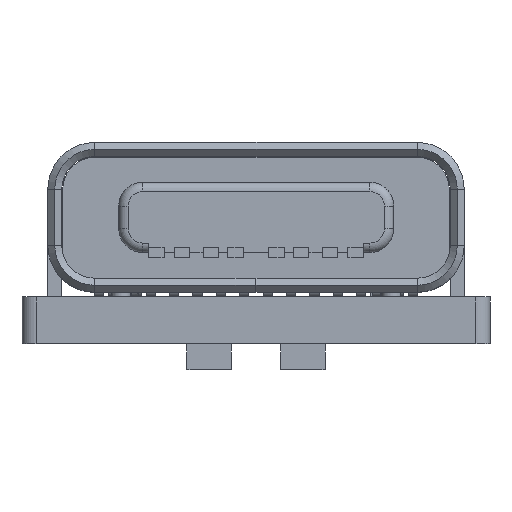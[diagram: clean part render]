
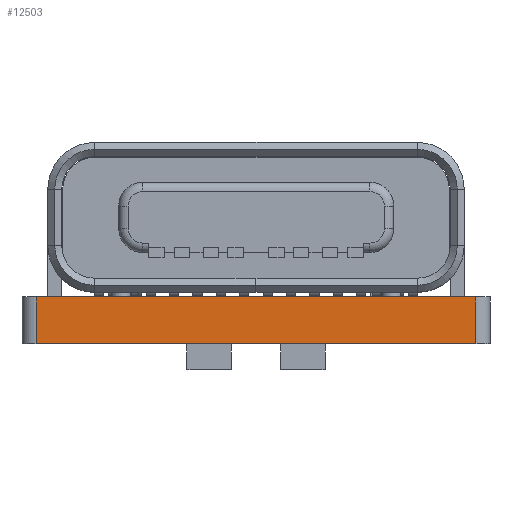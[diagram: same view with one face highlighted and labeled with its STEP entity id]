
A CAD part, front view. The second image highlights one B-rep face of the part: STEP entity #12503.
In plain terms, the highlighted planar face has unit normal (0, -1, 0).
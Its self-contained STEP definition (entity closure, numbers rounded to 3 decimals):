
#12476 = VERTEX_POINT('',#12477);
#12477 = CARTESIAN_POINT('',(-4.7,-8.,0.));
#12484 = EDGE_CURVE('',#12485,#12476,#12487,.T.);
#12485 = VERTEX_POINT('',#12486);
#12486 = CARTESIAN_POINT('',(-4.7,-8.,-1.001));
#12487 = LINE('',#12488,#12489);
#12488 = CARTESIAN_POINT('',(-4.7,-8.,-1.001));
#12489 = VECTOR('',#12490,1.);
#12490 = DIRECTION('',(0.,0.,1.));
#12503 = ADVANCED_FACE('',(#12504),#12529,.F.);
#12504 = FACE_BOUND('',#12505,.F.);
#12505 = EDGE_LOOP('',(#12506,#12507,#12515,#12523));
#12506 = ORIENTED_EDGE('',*,*,#12484,.T.);
#12507 = ORIENTED_EDGE('',*,*,#12508,.T.);
#12508 = EDGE_CURVE('',#12476,#12509,#12511,.T.);
#12509 = VERTEX_POINT('',#12510);
#12510 = CARTESIAN_POINT('',(4.7,-8.,0.));
#12511 = LINE('',#12512,#12513);
#12512 = CARTESIAN_POINT('',(-4.7,-8.,0.));
#12513 = VECTOR('',#12514,1.);
#12514 = DIRECTION('',(1.,0.,0.));
#12515 = ORIENTED_EDGE('',*,*,#12516,.F.);
#12516 = EDGE_CURVE('',#12517,#12509,#12519,.T.);
#12517 = VERTEX_POINT('',#12518);
#12518 = CARTESIAN_POINT('',(4.7,-8.,-1.001));
#12519 = LINE('',#12520,#12521);
#12520 = CARTESIAN_POINT('',(4.7,-8.,-1.001));
#12521 = VECTOR('',#12522,1.);
#12522 = DIRECTION('',(0.,0.,1.));
#12523 = ORIENTED_EDGE('',*,*,#12524,.F.);
#12524 = EDGE_CURVE('',#12485,#12517,#12525,.T.);
#12525 = LINE('',#12526,#12527);
#12526 = CARTESIAN_POINT('',(-4.7,-8.,-1.001));
#12527 = VECTOR('',#12528,1.);
#12528 = DIRECTION('',(1.,0.,0.));
#12529 = PLANE('',#12530);
#12530 = AXIS2_PLACEMENT_3D('',#12531,#12532,#12533);
#12531 = CARTESIAN_POINT('',(-4.7,-8.,-1.001));
#12532 = DIRECTION('',(0.,1.,0.));
#12533 = DIRECTION('',(1.,0.,0.));
